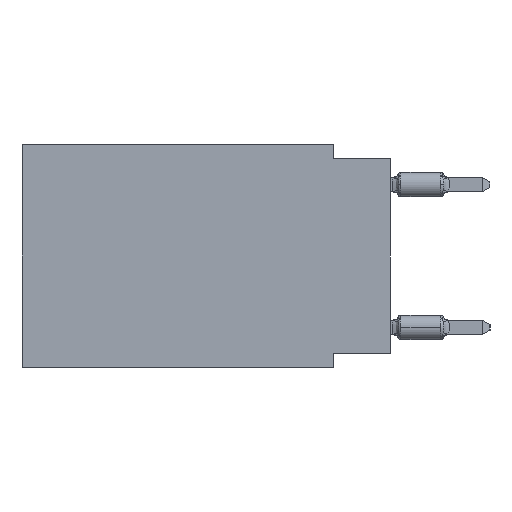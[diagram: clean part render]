
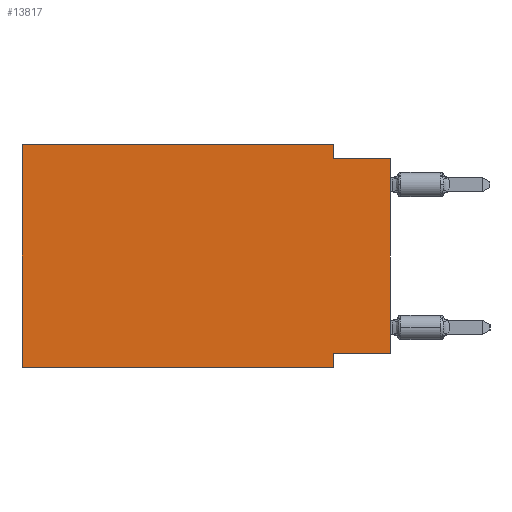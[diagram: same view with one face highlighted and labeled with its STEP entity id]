
A CAD part, left-side view. The second image highlights one B-rep face of the part: STEP entity #13817.
In plain terms, the highlighted planar face has unit normal (-1, 0, 0).
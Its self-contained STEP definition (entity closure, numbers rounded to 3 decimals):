
#118 = EDGE_CURVE ( 'NONE', #3162, #6105, #26908, .T. ) ;
#1057 = ORIENTED_EDGE ( 'NONE', *, *, #10026, .F. ) ;
#1390 = VERTEX_POINT ( 'NONE', #22977 ) ;
#1828 = EDGE_CURVE ( 'NONE', #1390, #13573, #13133, .T. ) ;
#2074 = CARTESIAN_POINT ( 'NONE',  ( 0., 2.54, -9.906 ) ) ;
#2699 = LINE ( 'NONE', #11299, #12362 ) ;
#3016 = ORIENTED_EDGE ( 'NONE', *, *, #14684, .T. ) ;
#3162 = VERTEX_POINT ( 'NONE', #8939 ) ;
#3450 = LINE ( 'NONE', #18838, #5177 ) ;
#4648 = CARTESIAN_POINT ( 'NONE',  ( 0., 2.54, -9.906 ) ) ;
#5177 = VECTOR ( 'NONE', #21697, 1000. ) ;
#6105 = VERTEX_POINT ( 'NONE', #17003 ) ;
#6351 = CARTESIAN_POINT ( 'NONE',  ( 0., 0., 0. ) ) ;
#7620 = LINE ( 'NONE', #28571, #25229 ) ;
#7909 = EDGE_CURVE ( 'NONE', #13083, #13573, #22572, .T. ) ;
#8066 = DIRECTION ( 'NONE',  ( 0., 0., 1. ) ) ;
#8741 = ORIENTED_EDGE ( 'NONE', *, *, #10616, .F. ) ;
#8780 = LINE ( 'NONE', #6351, #13946 ) ;
#8939 = CARTESIAN_POINT ( 'NONE',  ( 0., 16.383, 0. ) ) ;
#9604 = AXIS2_PLACEMENT_3D ( 'NONE', #29348, #24826, #20480 ) ;
#10026 = EDGE_CURVE ( 'NONE', #25797, #25040, #11766, .T. ) ;
#10478 = EDGE_CURVE ( 'NONE', #6105, #25797, #2699, .T. ) ;
#10616 = EDGE_CURVE ( 'NONE', #12693, #13083, #3450, .T. ) ;
#11299 = CARTESIAN_POINT ( 'NONE',  ( 0., 2.54, 0. ) ) ;
#11336 = DIRECTION ( 'NONE',  ( 0., -1., 0. ) ) ;
#11759 = CARTESIAN_POINT ( 'NONE',  ( 0., 2.54, -9.271 ) ) ;
#11766 = LINE ( 'NONE', #18276, #22487 ) ;
#12148 = VECTOR ( 'NONE', #28860, 1000. ) ;
#12207 = CARTESIAN_POINT ( 'NONE',  ( 0., 0., -0.635 ) ) ;
#12362 = VECTOR ( 'NONE', #20519, 1000. ) ;
#12549 = CARTESIAN_POINT ( 'NONE',  ( 0., 2.54, -0.635 ) ) ;
#12693 = VERTEX_POINT ( 'NONE', #25572 ) ;
#13063 = PLANE ( 'NONE',  #9604 ) ;
#13083 = VERTEX_POINT ( 'NONE', #11759 ) ;
#13133 = LINE ( 'NONE', #22355, #17901 ) ;
#13515 = FACE_OUTER_BOUND ( 'NONE', #22095, .T. ) ;
#13573 = VERTEX_POINT ( 'NONE', #4648 ) ;
#13817 = ADVANCED_FACE ( 'NONE', ( #13515 ), #13063, .F. ) ;
#13946 = VECTOR ( 'NONE', #22209, 1000. ) ;
#14684 = EDGE_CURVE ( 'NONE', #12693, #25040, #8780, .T. ) ;
#15523 = ORIENTED_EDGE ( 'NONE', *, *, #10478, .F. ) ;
#15619 = DIRECTION ( 'NONE',  ( 0., 0., -1. ) ) ;
#16448 = DIRECTION ( 'NONE',  ( 0., -1., 0. ) ) ;
#17003 = CARTESIAN_POINT ( 'NONE',  ( 0., 2.54, 0. ) ) ;
#17162 = VECTOR ( 'NONE', #15619, 1000. ) ;
#17713 = ORIENTED_EDGE ( 'NONE', *, *, #7909, .F. ) ;
#17901 = VECTOR ( 'NONE', #11336, 1000. ) ;
#18276 = CARTESIAN_POINT ( 'NONE',  ( 0., 0., -0.635 ) ) ;
#18444 = ORIENTED_EDGE ( 'NONE', *, *, #29450, .F. ) ;
#18838 = CARTESIAN_POINT ( 'NONE',  ( 0., 0., -9.271 ) ) ;
#20480 = DIRECTION ( 'NONE',  ( 0., 0., -1. ) ) ;
#20519 = DIRECTION ( 'NONE',  ( 0., 0., -1. ) ) ;
#21697 = DIRECTION ( 'NONE',  ( 0., 1., 0. ) ) ;
#22095 = EDGE_LOOP ( 'NONE', ( #3016, #1057, #15523, #22681, #18444, #22765, #17713, #8741 ) ) ;
#22209 = DIRECTION ( 'NONE',  ( 0., 0., 1. ) ) ;
#22355 = CARTESIAN_POINT ( 'NONE',  ( 0., 16.383, -9.906 ) ) ;
#22487 = VECTOR ( 'NONE', #16448, 1000. ) ;
#22572 = LINE ( 'NONE', #2074, #17162 ) ;
#22681 = ORIENTED_EDGE ( 'NONE', *, *, #118, .F. ) ;
#22765 = ORIENTED_EDGE ( 'NONE', *, *, #1828, .T. ) ;
#22977 = CARTESIAN_POINT ( 'NONE',  ( 0., 16.383, -9.906 ) ) ;
#24182 = CARTESIAN_POINT ( 'NONE',  ( 0., 16.383, 0. ) ) ;
#24826 = DIRECTION ( 'NONE',  ( 1., 0., 0. ) ) ;
#25040 = VERTEX_POINT ( 'NONE', #12207 ) ;
#25229 = VECTOR ( 'NONE', #8066, 1000. ) ;
#25572 = CARTESIAN_POINT ( 'NONE',  ( 0., 0., -9.271 ) ) ;
#25797 = VERTEX_POINT ( 'NONE', #12549 ) ;
#26908 = LINE ( 'NONE', #24182, #12148 ) ;
#28571 = CARTESIAN_POINT ( 'NONE',  ( 0., 16.383, 0. ) ) ;
#28860 = DIRECTION ( 'NONE',  ( 0., -1., 0. ) ) ;
#29348 = CARTESIAN_POINT ( 'NONE',  ( 0., 16.383, 0. ) ) ;
#29450 = EDGE_CURVE ( 'NONE', #1390, #3162, #7620, .T. ) ;
